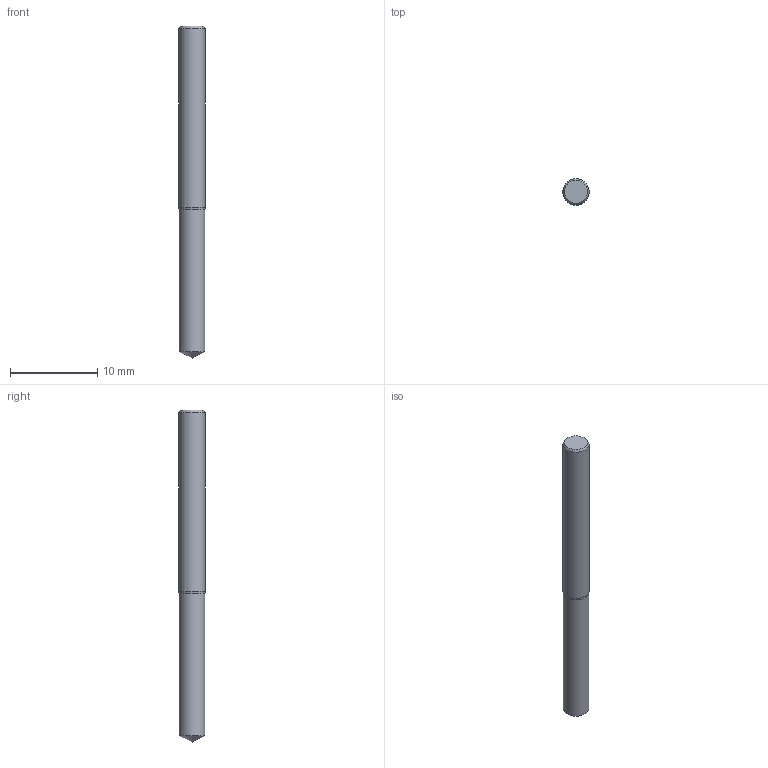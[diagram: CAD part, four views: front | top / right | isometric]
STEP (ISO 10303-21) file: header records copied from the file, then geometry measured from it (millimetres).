
FILE_DESCRIPTION(/* description */ (''),/* implementation_level */ '2;1');
FILE_NAME(/* name */ '1722250736792.stp',/* time_stamp */ '2024-07-29T11:59:02+01:00',/* author */ (''),/* organization */ ('SMS'),/* preprocessor_version */ 'ST-DEVELOPER v16.7',/* originating_system */ 'SIEMENS PLM Software NX 12.0',/* authorisation */ '');
FILE_SCHEMA (('AUTOMOTIVE_DESIGN { 1 0 10303 214 3 1 1 1 }'));
Length unit declared in the file: millimetre
Products named in the file (1): 462.1-2950-140A0-XM H10F
Bounding box: 3 x 3 x 38 mm (x, y, z)
Volume: 261.2 mm3; surface area: 376.1 mm2
Topology: 2 solids, 2 shells, 8 faces, 21 edges, 27 vertices
Faces by surface type: plane 3, cone 2, cylinder 2, torus 1
Full cylindrical faces by diameter (mm): 2.95 x1, 3 x1
Entity records: 323 total; most frequent: CARTESIAN_POINT 50, DIRECTION 45, AXIS2_PLACEMENT_3D 19, STYLED_ITEM 18, PRESENTATION_STYLE_ASSIGNMENT 18, EDGE_LOOP 12, ORIENTED_EDGE 12, CURVE_STYLE 12
